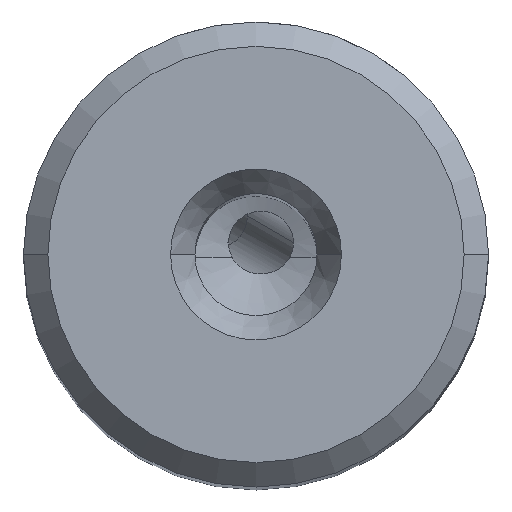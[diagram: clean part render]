
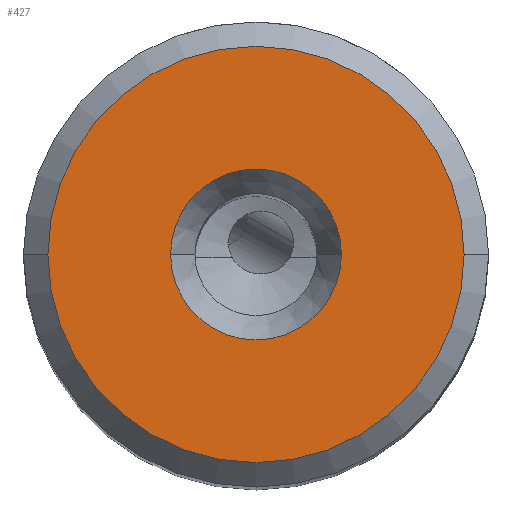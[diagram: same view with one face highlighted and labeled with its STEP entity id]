
A CAD part, top view. The second image highlights one B-rep face of the part: STEP entity #427.
In plain terms, the highlighted planar face has unit normal (0, 0, 1).
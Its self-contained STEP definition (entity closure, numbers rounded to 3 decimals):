
#427=ADVANCED_FACE('',(#543,#544),#520,.T.);
#520=PLANE('',#1924);
#543=FACE_BOUND('',#555,.T.);
#544=FACE_BOUND('',#556,.T.);
#555=EDGE_LOOP('',(#654,#655));
#556=EDGE_LOOP('',(#656,#657));
#654=ORIENTED_EDGE('',*,*,#1383,.F.);
#655=ORIENTED_EDGE('',*,*,#1384,.F.);
#656=ORIENTED_EDGE('',*,*,#1385,.F.);
#657=ORIENTED_EDGE('',*,*,#1386,.F.);
#1198=VERTEX_POINT('',#2720);
#1199=VERTEX_POINT('',#2721);
#1200=VERTEX_POINT('',#2724);
#1201=VERTEX_POINT('',#2725);
#1383=EDGE_CURVE('',#1198,#1199,#1655,.T.);
#1384=EDGE_CURVE('',#1199,#1198,#1656,.T.);
#1385=EDGE_CURVE('',#1200,#1201,#1657,.T.);
#1386=EDGE_CURVE('',#1201,#1200,#1658,.T.);
#1655=CIRCLE('',#1920,8.525);
#1656=CIRCLE('',#1921,8.525);
#1657=CIRCLE('',#1922,3.5);
#1658=CIRCLE('',#1923,3.5);
#1920=AXIS2_PLACEMENT_3D('',#2719,#2175,#2176);
#1921=AXIS2_PLACEMENT_3D('',#2722,#2177,#2178);
#1922=AXIS2_PLACEMENT_3D('',#2723,#2179,#2180);
#1923=AXIS2_PLACEMENT_3D('',#2726,#2181,#2182);
#1924=AXIS2_PLACEMENT_3D('',#2727,#2183,#2184);
#2175=DIRECTION('',(0.,0.,-1.));
#2176=DIRECTION('',(-1.,0.,0.));
#2177=DIRECTION('',(0.,0.,-1.));
#2178=DIRECTION('',(1.,0.,0.));
#2179=DIRECTION('',(0.,0.,1.));
#2180=DIRECTION('',(-1.,0.,0.));
#2181=DIRECTION('',(0.,0.,1.));
#2182=DIRECTION('',(1.,0.,0.));
#2183=DIRECTION('',(0.,0.,1.));
#2184=DIRECTION('',(1.,0.,0.));
#2719=CARTESIAN_POINT('',(0.,0.,0.));
#2720=CARTESIAN_POINT('',(-8.525,0.,0.));
#2721=CARTESIAN_POINT('',(8.525,0.,0.));
#2722=CARTESIAN_POINT('',(0.,0.,0.));
#2723=CARTESIAN_POINT('',(0.,0.,0.));
#2724=CARTESIAN_POINT('',(-3.5,0.,0.));
#2725=CARTESIAN_POINT('',(3.5,0.,0.));
#2726=CARTESIAN_POINT('',(0.,0.,0.));
#2727=CARTESIAN_POINT('',(0.,0.,0.));
